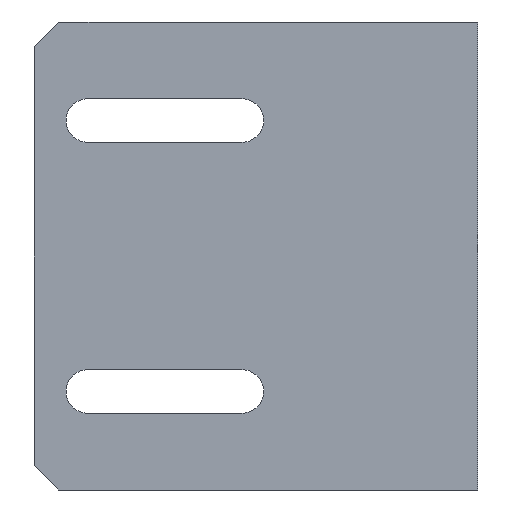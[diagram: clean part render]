
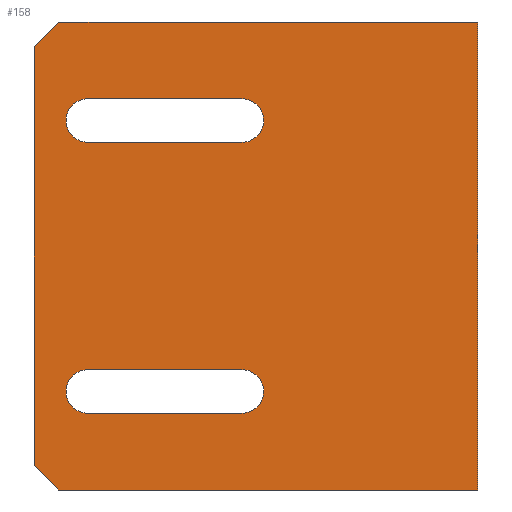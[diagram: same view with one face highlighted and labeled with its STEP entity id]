
A CAD part, left-side view. The second image highlights one B-rep face of the part: STEP entity #158.
In plain terms, the highlighted planar face has unit normal (-1, 0, 0).
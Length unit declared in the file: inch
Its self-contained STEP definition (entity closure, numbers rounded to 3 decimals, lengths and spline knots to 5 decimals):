
#48 = AXIS2_PLACEMENT_3D ( 'NONE', #812, #811, #830 ) ;
#55 = AXIS2_PLACEMENT_3D ( 'NONE', #727, #726, #725 ) ;
#56 = AXIS2_PLACEMENT_3D ( 'NONE', #735, #734, #733 ) ;
#58 = EDGE_CURVE ( 'NONE', #571, #577, #505, .T. ) ;
#60 = EDGE_CURVE ( 'NONE', #563, #581, #524, .T. ) ;
#61 = AXIS2_PLACEMENT_3D ( 'NONE', #732, #731, #730 ) ;
#64 = AXIS2_PLACEMENT_3D ( 'NONE', #602, #601, #600 ) ;
#73 = EDGE_CURVE ( 'NONE', #570, #597, #309, .T. ) ;
#74 = EDGE_CURVE ( 'NONE', #596, #562, #312, .T. ) ;
#78 = EDGE_CURVE ( 'NONE', #580, #590, #367, .T. ) ;
#79 = EDGE_CURVE ( 'NONE', #578, #596, #342, .T. ) ;
#81 = EDGE_CURVE ( 'NONE', #566, #574, #343, .T. ) ;
#84 = EDGE_CURVE ( 'NONE', #574, #581, #350, .T. ) ;
#86 = EDGE_CURVE ( 'NONE', #577, #578, #360, .T. ) ;
#90 = AXIS2_PLACEMENT_3D ( 'NONE', #677, #676, #675 ) ;
#99 = EDGE_CURVE ( 'NONE', #567, #566, #319, .T. ) ;
#104 = EDGE_CURVE ( 'NONE', #597, #598, #308, .T. ) ;
#112 = EDGE_CURVE ( 'NONE', #582, #567, #364, .T. ) ;
#113 = EDGE_CURVE ( 'NONE', #598, #580, #334, .T. ) ;
#127 = EDGE_CURVE ( 'NONE', #590, #570, #244, .T. ) ;
#135 = EDGE_CURVE ( 'NONE', #562, #571, #195, .T. ) ;
#138 = EDGE_CURVE ( 'NONE', #582, #563, #204, .T. ) ;
#139 = AXIS2_PLACEMENT_3D ( 'NONE', #724, #723, #722 ) ;
#158 = ADVANCED_FACE ( 'NONE', ( #259, #267, #265 ), #813, .F. ) ;
#195 = LINE ( 'NONE', #613, #205 ) ;
#198 = VECTOR ( 'NONE', #757, 39.37008 ) ;
#204 = LINE ( 'NONE', #607, #198 ) ;
#205 = VECTOR ( 'NONE', #612, 39.37008 ) ;
#244 = LINE ( 'NONE', #629, #245 ) ;
#245 = VECTOR ( 'NONE', #628, 39.37008 ) ;
#259 = FACE_BOUND ( 'NONE', #468, .T. ) ;
#265 = FACE_OUTER_BOUND ( 'NONE', #395, .T. ) ;
#267 = FACE_BOUND ( 'NONE', #529, .T. ) ;
#302 = VECTOR ( 'NONE', #753, 39.37008 ) ;
#308 = CIRCLE ( 'NONE', #90, 0.0885 ) ;
#309 = CIRCLE ( 'NONE', #56, 0.0885 ) ;
#312 = CIRCLE ( 'NONE', #61, 0.0885 ) ;
#319 = LINE ( 'NONE', #684, #325 ) ;
#325 = VECTOR ( 'NONE', #683, 39.37008 ) ;
#334 = LINE ( 'NONE', #654, #370 ) ;
#339 = VECTOR ( 'NONE', #713, 39.37008 ) ;
#342 = CIRCLE ( 'NONE', #139, 0.0885 ) ;
#343 = LINE ( 'NONE', #719, #344 ) ;
#344 = VECTOR ( 'NONE', #718, 39.37008 ) ;
#350 = LINE ( 'NONE', #714, #339 ) ;
#353 = VECTOR ( 'NONE', #708, 39.37008 ) ;
#360 = LINE ( 'NONE', #709, #353 ) ;
#364 = LINE ( 'NONE', #656, #365 ) ;
#365 = VECTOR ( 'NONE', #655, 39.37008 ) ;
#367 = CIRCLE ( 'NONE', #55, 0.0885 ) ;
#370 = VECTOR ( 'NONE', #653, 39.37008 ) ;
#395 = EDGE_LOOP ( 'NONE', ( #421, #418, #417, #413, #412, #406 ) ) ;
#406 = ORIENTED_EDGE ( 'NONE', *, *, #112, .T. ) ;
#412 = ORIENTED_EDGE ( 'NONE', *, *, #138, .F. ) ;
#413 = ORIENTED_EDGE ( 'NONE', *, *, #60, .F. ) ;
#417 = ORIENTED_EDGE ( 'NONE', *, *, #84, .T. ) ;
#418 = ORIENTED_EDGE ( 'NONE', *, *, #81, .T. ) ;
#421 = ORIENTED_EDGE ( 'NONE', *, *, #99, .T. ) ;
#422 = ORIENTED_EDGE ( 'NONE', *, *, #58, .T. ) ;
#424 = ORIENTED_EDGE ( 'NONE', *, *, #135, .T. ) ;
#425 = ORIENTED_EDGE ( 'NONE', *, *, #74, .T. ) ;
#426 = ORIENTED_EDGE ( 'NONE', *, *, #79, .T. ) ;
#432 = ORIENTED_EDGE ( 'NONE', *, *, #113, .T. ) ;
#434 = ORIENTED_EDGE ( 'NONE', *, *, #86, .T. ) ;
#436 = ORIENTED_EDGE ( 'NONE', *, *, #78, .T. ) ;
#437 = ORIENTED_EDGE ( 'NONE', *, *, #104, .T. ) ;
#439 = ORIENTED_EDGE ( 'NONE', *, *, #73, .T. ) ;
#468 = EDGE_LOOP ( 'NONE', ( #496, #439, #437, #432, #436 ) ) ;
#496 = ORIENTED_EDGE ( 'NONE', *, *, #127, .T. ) ;
#505 = CIRCLE ( 'NONE', #64, 0.0885 ) ;
#524 = LINE ( 'NONE', #754, #302 ) ;
#529 = EDGE_LOOP ( 'NONE', ( #434, #426, #425, #424, #422 ) ) ;
#562 = VERTEX_POINT ( 'NONE', #868 ) ;
#563 = VERTEX_POINT ( 'NONE', #867 ) ;
#566 = VERTEX_POINT ( 'NONE', #875 ) ;
#567 = VERTEX_POINT ( 'NONE', #874 ) ;
#570 = VERTEX_POINT ( 'NONE', #871 ) ;
#571 = VERTEX_POINT ( 'NONE', #891 ) ;
#574 = VERTEX_POINT ( 'NONE', #888 ) ;
#577 = VERTEX_POINT ( 'NONE', #885 ) ;
#578 = VERTEX_POINT ( 'NONE', #884 ) ;
#580 = VERTEX_POINT ( 'NONE', #883 ) ;
#581 = VERTEX_POINT ( 'NONE', #882 ) ;
#582 = VERTEX_POINT ( 'NONE', #881 ) ;
#590 = VERTEX_POINT ( 'NONE', #899 ) ;
#596 = VERTEX_POINT ( 'NONE', #893 ) ;
#597 = VERTEX_POINT ( 'NONE', #892 ) ;
#598 = VERTEX_POINT ( 'NONE', #932 ) ;
#600 = DIRECTION ( 'NONE',  ( 0., 1., 0. ) ) ;
#601 = DIRECTION ( 'NONE',  ( 1., 0., 0. ) ) ;
#602 = CARTESIAN_POINT ( 'NONE',  ( 0., 0.95718, 0.55 ) ) ;
#607 = CARTESIAN_POINT ( 'NONE',  ( 0., 0., 0.95 ) ) ;
#612 = DIRECTION ( 'NONE',  ( 0., -1., 0. ) ) ;
#613 = CARTESIAN_POINT ( 'NONE',  ( 0., 1.58282, 0.6385 ) ) ;
#628 = DIRECTION ( 'NONE',  ( 0., 1., 0. ) ) ;
#629 = CARTESIAN_POINT ( 'NONE',  ( 0., 1.58282, -0.6385 ) ) ;
#653 = DIRECTION ( 'NONE',  ( 0., -1., 0. ) ) ;
#654 = CARTESIAN_POINT ( 'NONE',  ( 0., 1.58282, -0.4615 ) ) ;
#655 = DIRECTION ( 'NONE',  ( 0., 0.707, -0.707 ) ) ;
#656 = CARTESIAN_POINT ( 'NONE',  ( 0., 1.7, 0.95 ) ) ;
#675 = DIRECTION ( 'NONE',  ( 0., 1., 0. ) ) ;
#676 = DIRECTION ( 'NONE',  ( 1., 0., 0. ) ) ;
#677 = CARTESIAN_POINT ( 'NONE',  ( 0., 1.58282, -0.55 ) ) ;
#683 = DIRECTION ( 'NONE',  ( 0., 0., -1. ) ) ;
#684 = CARTESIAN_POINT ( 'NONE',  ( 0., 1.8, 0.95 ) ) ;
#708 = DIRECTION ( 'NONE',  ( 0., 1., 0. ) ) ;
#709 = CARTESIAN_POINT ( 'NONE',  ( 0., 1.58282, 0.4615 ) ) ;
#713 = DIRECTION ( 'NONE',  ( 0., -1., 0. ) ) ;
#714 = CARTESIAN_POINT ( 'NONE',  ( 0., 0., -0.95 ) ) ;
#718 = DIRECTION ( 'NONE',  ( 0., -0.707, -0.707 ) ) ;
#719 = CARTESIAN_POINT ( 'NONE',  ( 0., 1.8, -0.85 ) ) ;
#722 = DIRECTION ( 'NONE',  ( 0., 1., 0. ) ) ;
#723 = DIRECTION ( 'NONE',  ( 1., 0., 0. ) ) ;
#724 = CARTESIAN_POINT ( 'NONE',  ( 0., 1.58282, 0.55 ) ) ;
#725 = DIRECTION ( 'NONE',  ( 0., 1., 0. ) ) ;
#726 = DIRECTION ( 'NONE',  ( 1., 0., 0. ) ) ;
#727 = CARTESIAN_POINT ( 'NONE',  ( 0., 0.95718, -0.55 ) ) ;
#730 = DIRECTION ( 'NONE',  ( 0., 1., 0. ) ) ;
#731 = DIRECTION ( 'NONE',  ( 1., 0., 0. ) ) ;
#732 = CARTESIAN_POINT ( 'NONE',  ( 0., 1.58282, 0.55 ) ) ;
#733 = DIRECTION ( 'NONE',  ( 0., 1., 0. ) ) ;
#734 = DIRECTION ( 'NONE',  ( 1., 0., 0. ) ) ;
#735 = CARTESIAN_POINT ( 'NONE',  ( 0., 1.58282, -0.55 ) ) ;
#753 = DIRECTION ( 'NONE',  ( 0., 0., -1. ) ) ;
#754 = CARTESIAN_POINT ( 'NONE',  ( 0., 0., 0.95 ) ) ;
#757 = DIRECTION ( 'NONE',  ( 0., -1., 0. ) ) ;
#811 = DIRECTION ( 'NONE',  ( 1., 0., 0. ) ) ;
#812 = CARTESIAN_POINT ( 'NONE',  ( 0., 0., 0.95 ) ) ;
#813 = PLANE ( 'NONE',  #48 ) ;
#830 = DIRECTION ( 'NONE',  ( 0., 0., -1. ) ) ;
#867 = CARTESIAN_POINT ( 'NONE',  ( 0., 0., 0.95 ) ) ;
#868 = CARTESIAN_POINT ( 'NONE',  ( 0., 1.58282, 0.6385 ) ) ;
#871 = CARTESIAN_POINT ( 'NONE',  ( 0., 1.58282, -0.6385 ) ) ;
#874 = CARTESIAN_POINT ( 'NONE',  ( 0., 1.8, 0.85 ) ) ;
#875 = CARTESIAN_POINT ( 'NONE',  ( 0., 1.8, -0.85 ) ) ;
#881 = CARTESIAN_POINT ( 'NONE',  ( 0., 1.7, 0.95 ) ) ;
#882 = CARTESIAN_POINT ( 'NONE',  ( 0., 0., -0.95 ) ) ;
#883 = CARTESIAN_POINT ( 'NONE',  ( 0., 0.95718, -0.4615 ) ) ;
#884 = CARTESIAN_POINT ( 'NONE',  ( 0., 1.58282, 0.4615 ) ) ;
#885 = CARTESIAN_POINT ( 'NONE',  ( 0., 0.95718, 0.4615 ) ) ;
#888 = CARTESIAN_POINT ( 'NONE',  ( 0., 1.7, -0.95 ) ) ;
#891 = CARTESIAN_POINT ( 'NONE',  ( 0., 0.95718, 0.6385 ) ) ;
#892 = CARTESIAN_POINT ( 'NONE',  ( 0., 1.67132, -0.55 ) ) ;
#893 = CARTESIAN_POINT ( 'NONE',  ( 0., 1.67132, 0.55 ) ) ;
#899 = CARTESIAN_POINT ( 'NONE',  ( 0., 0.95718, -0.6385 ) ) ;
#932 = CARTESIAN_POINT ( 'NONE',  ( 0., 1.58282, -0.4615 ) ) ;
